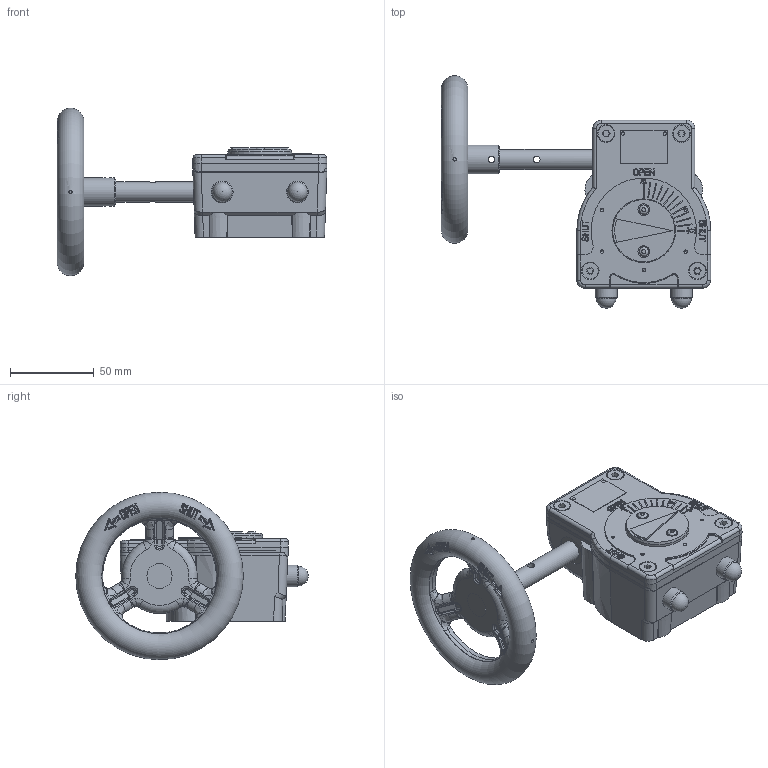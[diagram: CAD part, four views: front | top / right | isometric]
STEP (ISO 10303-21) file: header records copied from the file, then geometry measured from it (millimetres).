
FILE_DESCRIPTION(/* description */ (''),/* implementation_level */ '2;1');
FILE_NAME(/* name */ '2394b40-100_stp_1_232-05.step',/* time_stamp */ '2025-10-23T15:50:03+02:00',/* author */ (''),/* organization */ (''),/* preprocessor_version */ 'ST-DEVELOPER v20.1',/* originating_system */ 'Autodesk Translation Framework v14.17.0.0',/* authorisation */ '');
FILE_SCHEMA (('AUTOMOTIVE_DESIGN { 1 0 10303 214 3 1 1 }'));
Products named in the file (2): 7300180000300; PS100-12 Bush
Assembly tree (1 placements, depth 2):
  7300180000300
    PS100-12 Bush
Bounding box: 161 x 138.79 x 99.98 mm (x, y, z)
Volume: 206611.9 mm3; surface area: 116214.3 mm2
Topology: 2 solids, 14 shells, 2215 faces, 5687 edges, 3566 vertices
Faces by surface type: plane 908, cylinder 484, bspline 423, cone 218, torus 139, sphere 43
Full cylindrical faces by diameter (mm): 2 x4, 2.5 x2, 3 x2, 3.1 x2, 3.5 x2, 4 x2, 4.1 x4, 4.2 x4, 4.917 x4, 5 x6, 5.5 x4, 5.7 x2, 6 x2, 6.5 x4, 6.647 x4, 7 x2, 9.78 x4, 10 x3, 10.5 x4, 12 x4, 13 x2, 14 x2, 15 x1, 16 x1, 17 x1, 18 x2, 32.1 x2, 34 x2, 35 x2, 38 x1
Entity records: 144454 total; most frequent: CARTESIAN_POINT 92466, ORIENTED_EDGE 11276, DIRECTION 10181, EDGE_CURVE 5638, AXIS2_PLACEMENT_3D 3848, VERTEX_POINT 3566, LINE 2485, VECTOR 2485
